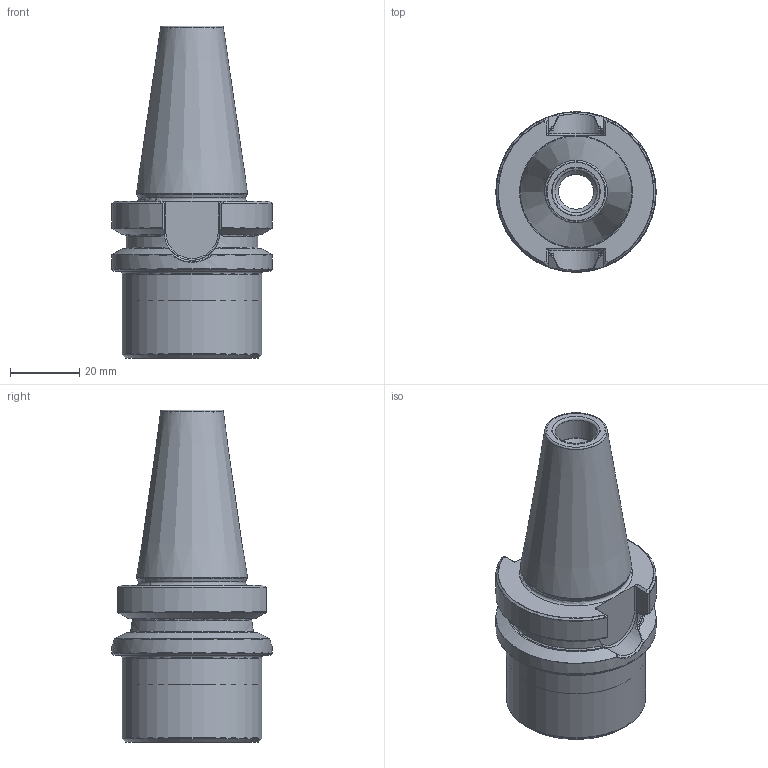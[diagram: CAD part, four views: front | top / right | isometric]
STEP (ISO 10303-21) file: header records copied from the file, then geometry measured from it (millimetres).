
FILE_DESCRIPTION(/* description */ (''),/* implementation_level */ '2;1');
FILE_NAME(/* name */ '213013220.stp',/* time_stamp */ '2021-01-08T12:37:11',/* author */ ('LRA'),/* organization */ ('REGO-FIX'),/* preprocessor_version */ ' Unknown',/* originating_system */ 'SIEMENS PLM Software Solid Edge ST10',/* authorization */ 'Unknown');
FILE_SCHEMA (('AUTOMOTIVE_DESIGN { 1 0 10303 214 2 1 1}'));
Length unit declared in the file: millimetre
Products named in the file (1): NOCUT
Bounding box: 46.3 x 46.3 x 95.8 mm (x, y, z)
Volume: 113374.4 mm3; surface area: 35749.8 mm2
Topology: 2 solids, 2 shells, 169 faces, 447 edges, 284 vertices
Faces by surface type: plane 62, cylinder 45, cone 28, torus 22, bspline 12
Full cylindrical faces by diameter (mm): 10.106 x6, 12.2 x1, 12.5 x1, 20.5 x2, 23.5 x2, 40 x2, 40.3 x1, 46 x1, 46.3 x1
Entity records: 6428 total; most frequent: CARTESIAN_POINT 1455, ORIENTED_EDGE 782, DIRECTION 728, EDGE_CURVE 391, AXIS2_PLACEMENT_3D 308, VERTEX_POINT 271, EDGE_LOOP 218, FACE_BOUND 218
